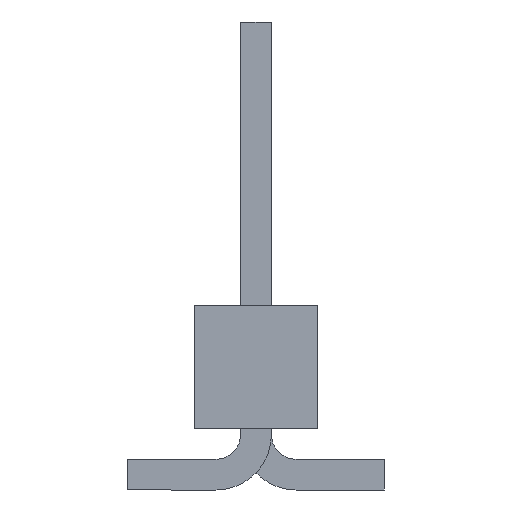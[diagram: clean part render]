
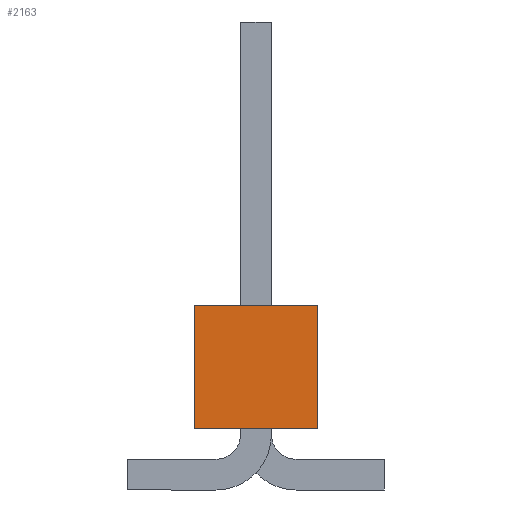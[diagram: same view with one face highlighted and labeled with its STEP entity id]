
A CAD part, left-side view. The second image highlights one B-rep face of the part: STEP entity #2163.
In plain terms, the highlighted face is planar.
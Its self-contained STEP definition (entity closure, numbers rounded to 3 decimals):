
#512 = VERTEX_POINT('',#513);
#513 = CARTESIAN_POINT('',(8.89,1.27,1.27));
#519 = EDGE_CURVE('',#512,#520,#522,.T.);
#520 = VERTEX_POINT('',#521);
#521 = CARTESIAN_POINT('',(8.89,1.27,-1.27));
#522 = LINE('',#523,#524);
#523 = CARTESIAN_POINT('',(8.89,1.27,1.27));
#524 = VECTOR('',#525,1.);
#525 = DIRECTION('',(0.,0.,-1.));
#1134 = VERTEX_POINT('',#1135);
#1135 = CARTESIAN_POINT('',(8.89,-1.27,-1.27));
#1141 = EDGE_CURVE('',#1142,#1134,#1144,.T.);
#1142 = VERTEX_POINT('',#1143);
#1143 = CARTESIAN_POINT('',(8.89,-1.27,1.27));
#1144 = LINE('',#1145,#1146);
#1145 = CARTESIAN_POINT('',(8.89,-1.27,1.27));
#1146 = VECTOR('',#1147,1.);
#1147 = DIRECTION('',(0.,0.,-1.));
#1510 = EDGE_CURVE('',#520,#1134,#1511,.T.);
#1511 = LINE('',#1512,#1513);
#1512 = CARTESIAN_POINT('',(8.89,1.27,-1.27));
#1513 = VECTOR('',#1514,1.);
#1514 = DIRECTION('',(0.,-1.,0.));
#1532 = EDGE_CURVE('',#512,#1142,#1533,.T.);
#1533 = LINE('',#1534,#1535);
#1534 = CARTESIAN_POINT('',(8.89,1.27,1.27));
#1535 = VECTOR('',#1536,1.);
#1536 = DIRECTION('',(0.,-1.,0.));
#2163 = ADVANCED_FACE('',(#2164),#2170,.F.);
#2164 = FACE_BOUND('',#2165,.T.);
#2165 = EDGE_LOOP('',(#2166,#2167,#2168,#2169));
#2166 = ORIENTED_EDGE('',*,*,#1141,.T.);
#2167 = ORIENTED_EDGE('',*,*,#1510,.F.);
#2168 = ORIENTED_EDGE('',*,*,#519,.F.);
#2169 = ORIENTED_EDGE('',*,*,#1532,.T.);
#2170 = PLANE('',#2171);
#2171 = AXIS2_PLACEMENT_3D('',#2172,#2173,#2174);
#2172 = CARTESIAN_POINT('',(8.89,1.27,1.27));
#2173 = DIRECTION('',(-1.,0.,0.));
#2174 = DIRECTION('',(0.,0.,1.));
